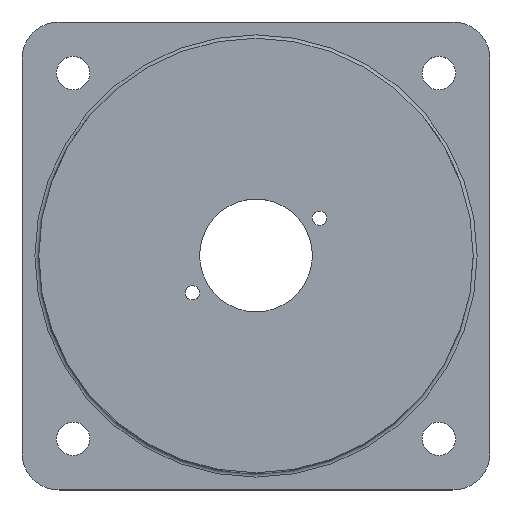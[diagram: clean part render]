
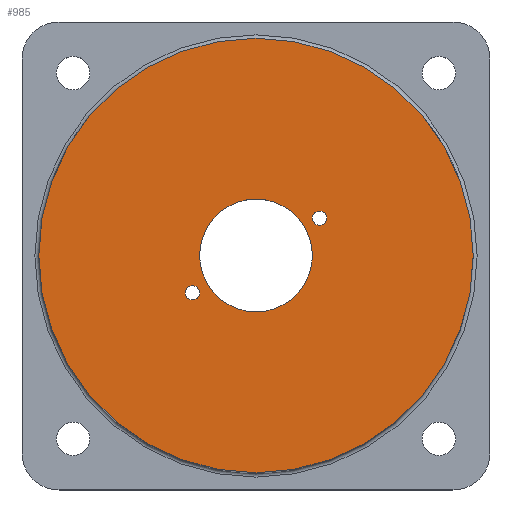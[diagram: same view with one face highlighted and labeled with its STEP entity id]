
A CAD part, top view. The second image highlights one B-rep face of the part: STEP entity #985.
In plain terms, the highlighted planar face has unit normal (0, 0, 1).
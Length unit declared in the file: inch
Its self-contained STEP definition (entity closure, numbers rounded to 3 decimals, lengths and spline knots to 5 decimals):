
#28=PLANE('',#1092);
#63=FACE_BOUND('',#184,.T.);
#64=FACE_BOUND('',#185,.T.);
#65=FACE_BOUND('',#186,.T.);
#113=FACE_OUTER_BOUND('',#183,.T.);
#183=EDGE_LOOP('',(#792));
#184=EDGE_LOOP('',(#793));
#185=EDGE_LOOP('',(#794));
#186=EDGE_LOOP('',(#795));
#239=CIRCLE('',#1030,1.1025);
#264=CIRCLE('',#1070,0.0365);
#266=CIRCLE('',#1073,0.0365);
#273=CIRCLE('',#1083,0.28622);
#433=VERTEX_POINT('',#1467);
#484=VERTEX_POINT('',#1801);
#486=VERTEX_POINT('',#1807);
#493=VERTEX_POINT('',#1827);
#527=EDGE_CURVE('',#433,#433,#239,.T.);
#591=EDGE_CURVE('',#484,#484,#264,.T.);
#594=EDGE_CURVE('',#486,#486,#266,.T.);
#605=EDGE_CURVE('',#493,#493,#273,.T.);
#792=ORIENTED_EDGE('',*,*,#527,.T.);
#793=ORIENTED_EDGE('',*,*,#591,.F.);
#794=ORIENTED_EDGE('',*,*,#594,.F.);
#795=ORIENTED_EDGE('',*,*,#605,.F.);
#985=ADVANCED_FACE('',(#113,#63,#64,#65),#28,.T.);
#1030=AXIS2_PLACEMENT_3D('',#1469,#1163,#1164);
#1070=AXIS2_PLACEMENT_3D('',#1802,#1267,#1268);
#1073=AXIS2_PLACEMENT_3D('',#1808,#1274,#1275);
#1083=AXIS2_PLACEMENT_3D('',#1829,#1298,#1299);
#1092=AXIS2_PLACEMENT_3D('',#1846,#1320,#1321);
#1163=DIRECTION('center_axis',(0.,0.,
1.));
#1164=DIRECTION('ref_axis',(1.,0.,0.));
#1267=DIRECTION('center_axis',(0.,0.,
1.));
#1268=DIRECTION('ref_axis',(1.,0.,0.));
#1274=DIRECTION('center_axis',(0.,0.,
1.));
#1275=DIRECTION('ref_axis',(1.,0.,0.));
#1298=DIRECTION('center_axis',(0.,0.,
1.));
#1299=DIRECTION('ref_axis',(1.,0.,0.));
#1320=DIRECTION('center_axis',(0.,0.,
1.));
#1321=DIRECTION('ref_axis',(1.,0.,0.));
#1467=CARTESIAN_POINT('',(1.1025,0.,1.5));
#1469=CARTESIAN_POINT('Origin',(0.,0.,
1.5));
#1801=CARTESIAN_POINT('',(0.35917,0.18914,1.5));
#1802=CARTESIAN_POINT('Origin',(0.32267,0.18914,1.5));
#1807=CARTESIAN_POINT('',(-0.28617,-0.18914,1.5));
#1808=CARTESIAN_POINT('Origin',(-0.32267,-0.18914,1.5));
#1827=CARTESIAN_POINT('',(-0.28622,0.,1.5));
#1829=CARTESIAN_POINT('Origin',(0.,0.,
1.5));
#1846=CARTESIAN_POINT('Origin',(0.,0.,
1.5));
